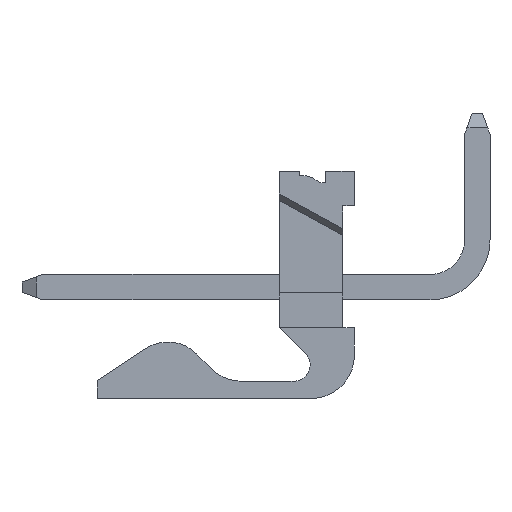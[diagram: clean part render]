
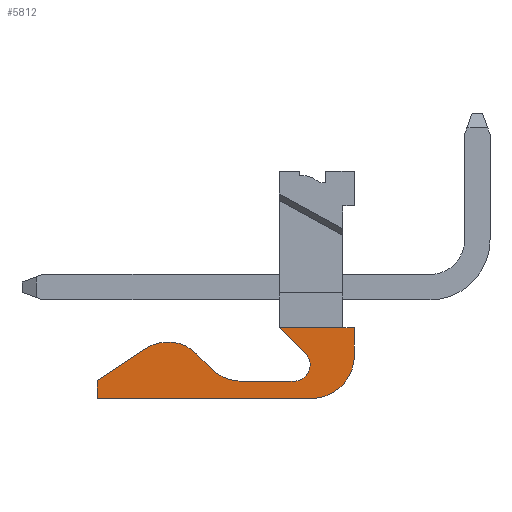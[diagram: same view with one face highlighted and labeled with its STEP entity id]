
A CAD part, left-side view. The second image highlights one B-rep face of the part: STEP entity #5812.
In plain terms, the highlighted planar face has unit normal (-1, 0, 0).
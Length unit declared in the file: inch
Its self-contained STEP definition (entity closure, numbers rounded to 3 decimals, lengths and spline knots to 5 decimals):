
#838=DIRECTION('',(0.,1.,0.));
#839=VECTOR('',#838,0.11);
#840=CARTESIAN_POINT('',(-0.468,-0.055,-0.1355));
#841=LINE('',#840,#839);
#1467=DIRECTION('',(0.,-1.,0.));
#1468=VECTOR('',#1467,0.02);
#1469=CARTESIAN_POINT('',(-0.468,-0.055,-0.1355));
#1470=LINE('',#1469,#1468);
#1471=DIRECTION('',(0.,0.,-1.));
#1472=VECTOR('',#1471,0.048);
#1473=CARTESIAN_POINT('',(-0.468,-0.075,-0.1355));
#1474=LINE('',#1473,#1472);
#1475=CARTESIAN_POINT('',(-0.468,0.,-0.1835));
#1476=DIRECTION('',(1.,0.,0.));
#1477=DIRECTION('',(0.,-1.,0.));
#1478=AXIS2_PLACEMENT_3D('',#1475,#1476,#1477);
#1480=DIRECTION('',(0.,1.,0.));
#1481=VECTOR('',#1480,0.371);
#1482=CARTESIAN_POINT('',(-0.468,0.,-0.2585));
#1483=LINE('',#1482,#1481);
#1484=DIRECTION('',(0.,0.,1.));
#1485=VECTOR('',#1484,0.031);
#1486=CARTESIAN_POINT('',(-0.468,0.371,-0.2585));
#1487=LINE('',#1486,#1485);
#1488=DIRECTION('',(0.,-0.836,0.549));
#1489=VECTOR('',#1488,0.10118);
#1490=CARTESIAN_POINT('',(-0.468,0.371,-0.2275));
#1491=LINE('',#1490,#1489);
#1492=CARTESIAN_POINT('',(-0.468,0.248,-0.2305));
#1493=DIRECTION('',(1.,0.,0.));
#1494=DIRECTION('',(0.,0.549,0.836));
#1495=AXIS2_PLACEMENT_3D('',#1492,#1493,#1494);
#1497=DIRECTION('',(0.,-0.704,-0.71));
#1498=VECTOR('',#1497,0.03612);
#1499=CARTESIAN_POINT('',(-0.468,0.19828,-0.18123));
#1500=LINE('',#1499,#1498);
#1501=CARTESIAN_POINT('',(-0.468,0.121,-0.1555));
#1502=DIRECTION('',(-1.,0.,0.));
#1503=DIRECTION('',(0.,0.71,-0.704));
#1504=AXIS2_PLACEMENT_3D('',#1501,#1502,#1503);
#1506=DIRECTION('',(0.,-1.,0.));
#1507=VECTOR('',#1506,0.0914);
#1508=CARTESIAN_POINT('',(-0.468,0.121,-0.2285));
#1509=LINE('',#1508,#1507);
#1510=CARTESIAN_POINT('',(-0.468,0.0296,-0.2005));
#1511=DIRECTION('',(-1.,0.,0.));
#1512=DIRECTION('',(0.,0.,-1.));
#1513=AXIS2_PLACEMENT_3D('',#1510,#1511,#1512);
#1515=DIRECTION('',(0.,0.707,0.707));
#1516=VECTOR('',#1515,0.06392);
#1517=CARTESIAN_POINT('',(-0.468,0.0098,-0.1807));
#1518=LINE('',#1517,#1516);
#2971=CARTESIAN_POINT('',(-0.468,-0.075,-0.1355));
#2972=CARTESIAN_POINT('',(-0.468,-0.075,-0.1835));
#2973=VERTEX_POINT('',#2971);
#2974=VERTEX_POINT('',#2972);
#2975=CARTESIAN_POINT('',(-0.468,0.,-0.2585));
#2976=VERTEX_POINT('',#2975);
#2977=CARTESIAN_POINT('',(-0.468,0.371,-0.2585));
#2978=VERTEX_POINT('',#2977);
#2979=CARTESIAN_POINT('',(-0.468,0.371,-0.2275));
#2980=VERTEX_POINT('',#2979);
#2981=CARTESIAN_POINT('',(-0.468,0.28641,-0.17198));
#2982=VERTEX_POINT('',#2981);
#2983=CARTESIAN_POINT('',(-0.468,0.19828,-0.18123));
#2984=VERTEX_POINT('',#2983);
#2985=CARTESIAN_POINT('',(-0.468,0.121,-0.2285));
#2986=CARTESIAN_POINT('',(-0.468,0.0296,-0.2285));
#2987=VERTEX_POINT('',#2985);
#2988=VERTEX_POINT('',#2986);
#2989=CARTESIAN_POINT('',(-0.468,0.0098,-0.1807));
#2990=VERTEX_POINT('',#2989);
#2995=CARTESIAN_POINT('',(-0.468,-0.055,-0.1355));
#2996=CARTESIAN_POINT('',(-0.468,0.055,-0.1355));
#2997=VERTEX_POINT('',#2995);
#2998=VERTEX_POINT('',#2996);
#3117=CARTESIAN_POINT('',(-0.468,0.17285,-0.20689));
#3118=VERTEX_POINT('',#3117);
#5792=CARTESIAN_POINT('',(-0.468,0.,0.));
#5793=DIRECTION('',(1.,0.,0.));
#5794=DIRECTION('',(0.,0.,-1.));
#5795=AXIS2_PLACEMENT_3D('',#5792,#5793,#5794);
#5796=PLANE('',#5795);
#5797=ORIENTED_EDGE('',*,*,#4787,.F.);
#5798=ORIENTED_EDGE('',*,*,#4655,.T.);
#5799=ORIENTED_EDGE('',*,*,#4731,.T.);
#5800=ORIENTED_EDGE('',*,*,#5786,.T.);
#5801=ORIENTED_EDGE('',*,*,#5760,.T.);
#5802=ORIENTED_EDGE('',*,*,#5733,.T.);
#5803=ORIENTED_EDGE('',*,*,#5706,.T.);
#5804=ORIENTED_EDGE('',*,*,#5679,.T.);
#5805=ORIENTED_EDGE('',*,*,#5652,.T.);
#5806=ORIENTED_EDGE('',*,*,#5625,.T.);
#5807=ORIENTED_EDGE('',*,*,#5598,.T.);
#5808=ORIENTED_EDGE('',*,*,#5571,.T.);
#5809=ORIENTED_EDGE('',*,*,#5544,.T.);
#5810=EDGE_LOOP('',(#5797,#5798,#5799,#5800,#5801,#5802,#5803,#5804,#5805,#5806,
#5807,#5808,#5809));
#5811=FACE_OUTER_BOUND('',#5810,.F.);
#5812=ADVANCED_FACE('',(#5811),#5796,.F.);
#1479=CIRCLE('',#1478,0.075);
#1496=CIRCLE('',#1495,0.07);
#1505=CIRCLE('',#1504,0.073);
#1514=CIRCLE('',#1513,0.028);
#4655=EDGE_CURVE('',#2997,#2973,#1470,.T.);
#4731=EDGE_CURVE('',#2973,#2974,#1474,.T.);
#4787=EDGE_CURVE('',#2997,#2998,#841,.T.);
#5544=EDGE_CURVE('',#2990,#2998,#1518,.T.);
#5571=EDGE_CURVE('',#2988,#2990,#1514,.T.);
#5598=EDGE_CURVE('',#2987,#2988,#1509,.T.);
#5625=EDGE_CURVE('',#3118,#2987,#1505,.T.);
#5652=EDGE_CURVE('',#2984,#3118,#1500,.T.);
#5679=EDGE_CURVE('',#2982,#2984,#1496,.T.);
#5706=EDGE_CURVE('',#2980,#2982,#1491,.T.);
#5733=EDGE_CURVE('',#2978,#2980,#1487,.T.);
#5760=EDGE_CURVE('',#2976,#2978,#1483,.T.);
#5786=EDGE_CURVE('',#2974,#2976,#1479,.T.);
